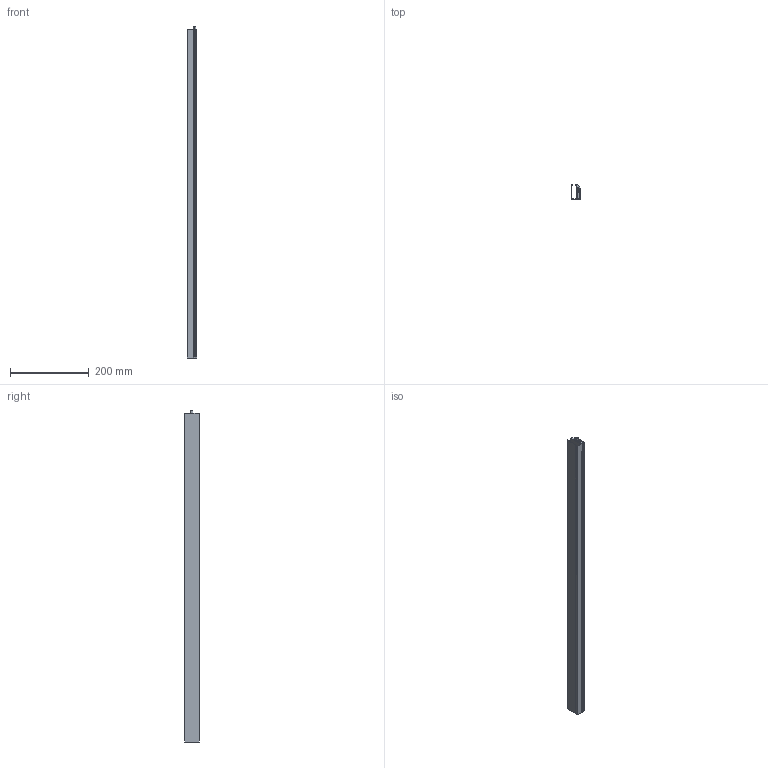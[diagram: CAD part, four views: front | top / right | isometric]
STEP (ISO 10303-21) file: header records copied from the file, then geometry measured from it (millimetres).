
FILE_DESCRIPTION (( 'STEP AP203' ), '1' );
FILE_NAME ('KG A10 schmal 834.STEP', '2025-03-07T15:15:39', ( '' ), ( '' ), 'SwSTEP 2.0', 'SolidWorks 2023', '' );
FILE_SCHEMA (( 'CONFIG_CONTROL_DESIGN' ));
Length unit declared in the file: millimetre
Products named in the file (5): Innengeometrie_WA_830; KG A10 schmal 834; Betätigungsteil_WA; Schutzprofil KG A10 schmal_834; Aussengehäuse_WA_830
Assembly tree (4 placements, depth 2):
  KG A10 schmal 834
    Schutzprofil KG A10 schmal_834
    Aussengehäuse_WA_830
    Betätigungsteil_WA
    Innengeometrie_WA_830
Bounding box: 24.65 x 38 x 842 mm (x, y, z)
Volume: 312368.8 mm3; surface area: 405804.4 mm2
Topology: 19 solids, 19 shells, 631 faces, 1771 edges, 1180 vertices
Faces by surface type: plane 325, bspline 264, cylinder 40, torus 2
Entity records: 33434 total; most frequent: CARTESIAN_POINT 18243, ORIENTED_EDGE 3542, DIRECTION 2077, EDGE_CURVE 1771, VERTEX_POINT 1180, LINE 1157, VECTOR 1157, EDGE_LOOP 713
